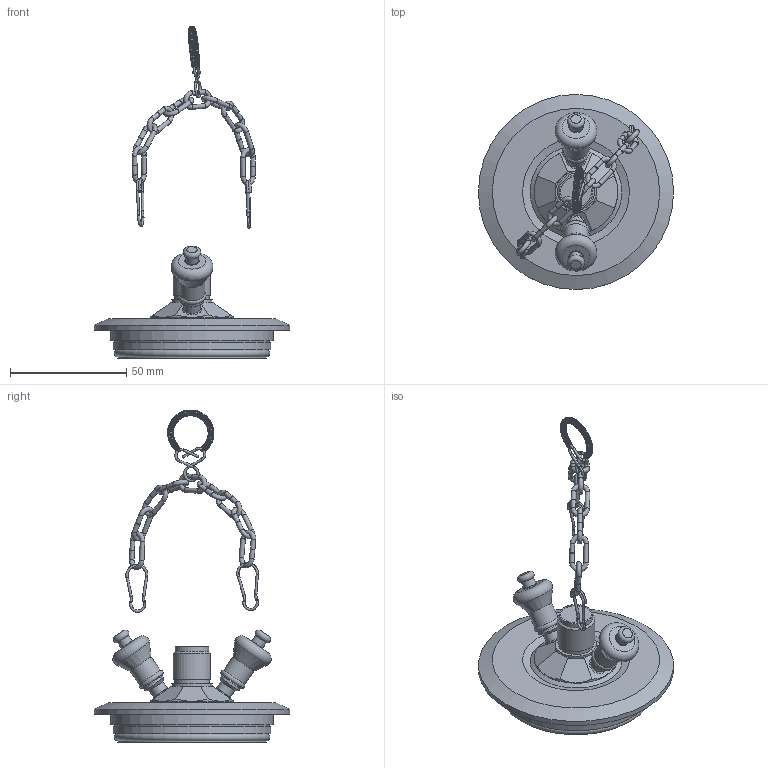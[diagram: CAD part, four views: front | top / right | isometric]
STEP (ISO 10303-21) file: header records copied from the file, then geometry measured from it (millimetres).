
FILE_DESCRIPTION((''),'2;1');
FILE_NAME('400009.stp','2008-08-04T14:14:08',('mbm'),(''),'Autodesk Inventor 2008','Autodesk Inventor 2008','');
FILE_SCHEMA(('AUTOMOTIVE_DESIGN { 1 0 10303 214 1 1 1 1 }'));
Length unit declared in the file: millimetre
Products named in the file (1): Part305
Bounding box: 84 x 84 x 142.91 mm (x, y, z)
Volume: 84764.7 mm3; surface area: 23001.7 mm2
Topology: 96 solids, 96 shells, 360 faces, 725 edges, 423 vertices
Faces by surface type: bspline 117, plane 99, cylinder 84, torus 40, cone 18, sphere 2
Full cylindrical faces by diameter (mm): 0.5 x2, 2 x27, 2.003 x9, 3.5 x2, 4 x2, 5 x2, 5.6 x2, 6.5 x2, 7 x2, 10 x2, 11 x2, 13.2 x1, 14.5 x1, 15 x1, 16 x1, 17.6 x1, 36 x2, 63.9 x1, 68 x1, 70 x1, 84 x1
Entity records: 25656 total; most frequent: CARTESIAN_POINT 18382, DIRECTION 1186, ORIENTED_EDGE 1150, EDGE_CURVE 575, AXIS2_PLACEMENT_3D 566, EDGE_LOOP 536, STYLED_ITEM 449, VERTEX_POINT 403
